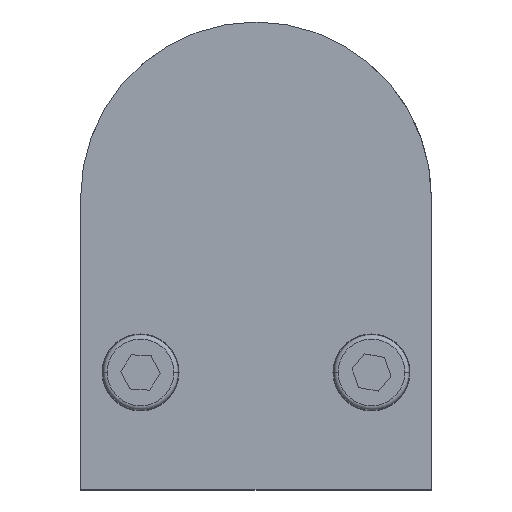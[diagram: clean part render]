
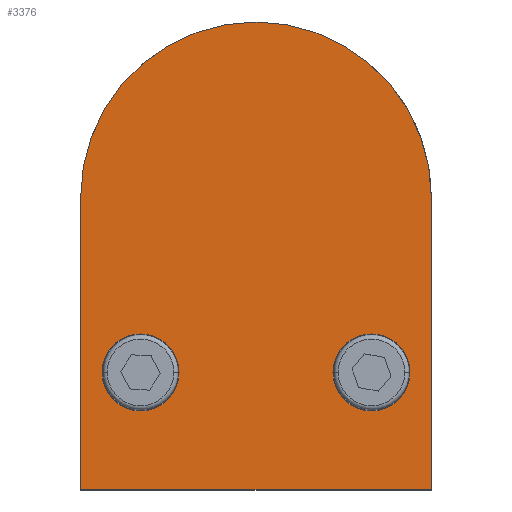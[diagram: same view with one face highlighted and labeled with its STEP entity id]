
A CAD part, top view. The second image highlights one B-rep face of the part: STEP entity #3376.
In plain terms, the highlighted planar face has unit normal (0, 0, 1).
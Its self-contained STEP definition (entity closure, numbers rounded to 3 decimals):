
#12 = EDGE_CURVE ( 'NONE', #3085, #1746, #2854, .T. ) ;
#23 = DIRECTION ( 'NONE',  ( 1., 0., 0. ) ) ;
#46 = DIRECTION ( 'NONE',  ( 0., 0., 1. ) ) ;
#155 = CARTESIAN_POINT ( 'NONE',  ( -20.5, 25.348, 14.25 ) ) ;
#204 = DIRECTION ( 'NONE',  ( 0., 0., 1. ) ) ;
#216 = EDGE_CURVE ( 'NONE', #2512, #2502, #1436, .T. ) ;
#228 = DIRECTION ( 'NONE',  ( 0., -1., 0. ) ) ;
#328 = CARTESIAN_POINT ( 'NONE',  ( -13.5, 39.038, 14.25 ) ) ;
#398 = AXIS2_PLACEMENT_3D ( 'NONE', #328, #1903, #23 ) ;
#426 = VERTEX_POINT ( 'NONE', #461 ) ;
#454 = DIRECTION ( 'NONE',  ( -1., 0., 0. ) ) ;
#461 = CARTESIAN_POINT ( 'NONE',  ( -18., 39.038, 14.25 ) ) ;
#465 = FACE_BOUND ( 'NONE', #2566, .T. ) ;
#494 = CARTESIAN_POINT ( 'NONE',  ( -20.5, 59.5, 14.25 ) ) ;
#512 = EDGE_CURVE ( 'NONE', #2373, #1828, #2420, .T. ) ;
#537 = CARTESIAN_POINT ( 'NONE',  ( -13.5, 39.038, 14.25 ) ) ;
#729 = DIRECTION ( 'NONE',  ( 1., 0., 0. ) ) ;
#739 = VERTEX_POINT ( 'NONE', #2998 ) ;
#743 = ORIENTED_EDGE ( 'NONE', *, *, #1365, .F. ) ;
#832 = EDGE_CURVE ( 'NONE', #1828, #1746, #2044, .T. ) ;
#958 = DIRECTION ( 'NONE',  ( 0., 1., 0. ) ) ;
#984 = EDGE_LOOP ( 'NONE', ( #2004, #3243, #2746, #1154 ) ) ;
#1154 = ORIENTED_EDGE ( 'NONE', *, *, #832, .T. ) ;
#1169 = AXIS2_PLACEMENT_3D ( 'NONE', #537, #46, #2628 ) ;
#1199 = VECTOR ( 'NONE', #454, 1000. ) ;
#1214 = LINE ( 'NONE', #3094, #1744 ) ;
#1252 = DIRECTION ( 'NONE',  ( 1., 0., 0. ) ) ;
#1284 = AXIS2_PLACEMENT_3D ( 'NONE', #1424, #1477, #1967 ) ;
#1289 = CARTESIAN_POINT ( 'NONE',  ( 9., 39.038, 14.25 ) ) ;
#1334 = CIRCLE ( 'NONE', #1284, 4.5 ) ;
#1365 = EDGE_CURVE ( 'NONE', #426, #739, #3145, .T. ) ;
#1424 = CARTESIAN_POINT ( 'NONE',  ( 13.5, 39.038, 14.25 ) ) ;
#1436 = CIRCLE ( 'NONE', #2163, 4.5 ) ;
#1477 = DIRECTION ( 'NONE',  ( 0., 0., 1. ) ) ;
#1519 = PLANE ( 'NONE',  #3272 ) ;
#1582 = ORIENTED_EDGE ( 'NONE', *, *, #2200, .F. ) ;
#1744 = VECTOR ( 'NONE', #958, 1000. ) ;
#1746 = VERTEX_POINT ( 'NONE', #155 ) ;
#1773 = CIRCLE ( 'NONE', #398, 4.5 ) ;
#1828 = VERTEX_POINT ( 'NONE', #494 ) ;
#1899 = CARTESIAN_POINT ( 'NONE',  ( 18., 39.038, 14.25 ) ) ;
#1903 = DIRECTION ( 'NONE',  ( 0., 0., 1. ) ) ;
#1960 = EDGE_CURVE ( 'NONE', #739, #426, #1773, .T. ) ;
#1967 = DIRECTION ( 'NONE',  ( 1., 0., 0. ) ) ;
#2004 = ORIENTED_EDGE ( 'NONE', *, *, #12, .F. ) ;
#2044 = LINE ( 'NONE', #2068, #3305 ) ;
#2063 = DIRECTION ( 'NONE',  ( 0., 0., 1. ) ) ;
#2068 = CARTESIAN_POINT ( 'NONE',  ( -20.5, 0., 14.25 ) ) ;
#2071 = CARTESIAN_POINT ( 'NONE',  ( 47.6, 25.348, 14.25 ) ) ;
#2102 = DIRECTION ( 'NONE',  ( 0., 0., 1. ) ) ;
#2146 = ORIENTED_EDGE ( 'NONE', *, *, #216, .F. ) ;
#2163 = AXIS2_PLACEMENT_3D ( 'NONE', #2617, #2102, #2636 ) ;
#2164 = ORIENTED_EDGE ( 'NONE', *, *, #1960, .F. ) ;
#2200 = EDGE_CURVE ( 'NONE', #2502, #2512, #1334, .T. ) ;
#2251 = EDGE_CURVE ( 'NONE', #3085, #2373, #1214, .T. ) ;
#2335 = CARTESIAN_POINT ( 'NONE',  ( 20.5, 59.5, 14.25 ) ) ;
#2373 = VERTEX_POINT ( 'NONE', #2335 ) ;
#2420 = CIRCLE ( 'NONE', #3403, 20.5 ) ;
#2502 = VERTEX_POINT ( 'NONE', #1899 ) ;
#2512 = VERTEX_POINT ( 'NONE', #1289 ) ;
#2566 = EDGE_LOOP ( 'NONE', ( #1582, #2146 ) ) ;
#2575 = CARTESIAN_POINT ( 'NONE',  ( 0., 59.5, 14.25 ) ) ;
#2617 = CARTESIAN_POINT ( 'NONE',  ( 13.5, 39.038, 14.25 ) ) ;
#2628 = DIRECTION ( 'NONE',  ( 1., 0., 0. ) ) ;
#2636 = DIRECTION ( 'NONE',  ( 1., 0., 0. ) ) ;
#2746 = ORIENTED_EDGE ( 'NONE', *, *, #512, .T. ) ;
#2854 = LINE ( 'NONE', #2071, #1199 ) ;
#2900 = FACE_OUTER_BOUND ( 'NONE', #984, .T. ) ;
#2996 = CARTESIAN_POINT ( 'NONE',  ( 20.5, 25.348, 14.25 ) ) ;
#2998 = CARTESIAN_POINT ( 'NONE',  ( -9., 39.038, 14.25 ) ) ;
#3085 = VERTEX_POINT ( 'NONE', #2996 ) ;
#3087 = CARTESIAN_POINT ( 'NONE',  ( 0., 59.5, 14.25 ) ) ;
#3094 = CARTESIAN_POINT ( 'NONE',  ( 20.5, 0., 14.25 ) ) ;
#3145 = CIRCLE ( 'NONE', #1169, 4.5 ) ;
#3164 = FACE_BOUND ( 'NONE', #3342, .T. ) ;
#3243 = ORIENTED_EDGE ( 'NONE', *, *, #2251, .T. ) ;
#3272 = AXIS2_PLACEMENT_3D ( 'NONE', #2575, #204, #1252 ) ;
#3305 = VECTOR ( 'NONE', #228, 1000. ) ;
#3342 = EDGE_LOOP ( 'NONE', ( #2164, #743 ) ) ;
#3376 = ADVANCED_FACE ( 'NONE', ( #3164, #465, #2900 ), #1519, .T. ) ;
#3403 = AXIS2_PLACEMENT_3D ( 'NONE', #3087, #2063, #729 ) ;
